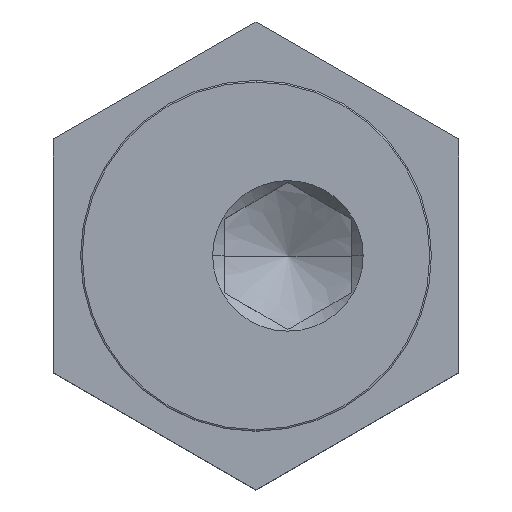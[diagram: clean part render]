
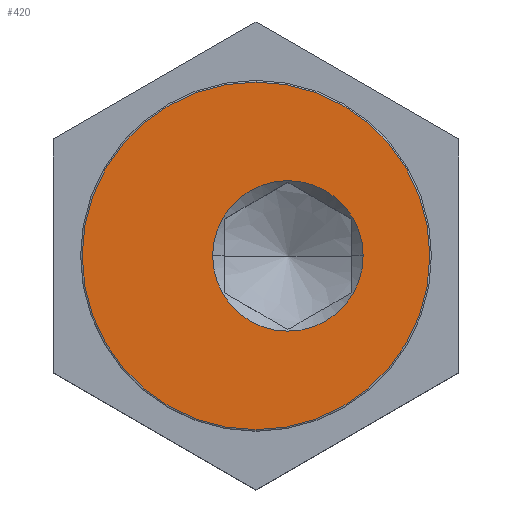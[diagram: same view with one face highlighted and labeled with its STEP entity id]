
A CAD part, top view. The second image highlights one B-rep face of the part: STEP entity #420.
In plain terms, the highlighted planar face has unit normal (0, 0, 1).
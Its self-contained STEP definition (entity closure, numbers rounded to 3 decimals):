
#208=VERTEX_POINT('',#567);
#240=VERTEX_POINT('',#602);
#276=EDGE_CURVE('',#240,#398,#640,.T.);
#326=VERTEX_POINT('',#698);
#328=EDGE_CURVE('',#398,#488,#700,.T.);
#362=EDGE_CURVE('',#326,#208,#738,.T.);
#398=VERTEX_POINT('',#777);
#420=ADVANCED_FACE('',(#801,#802),#803,.T.);
#488=VERTEX_POINT('',#879);
#492=EDGE_CURVE('',#488,#240,#884,.T.);
#510=EDGE_CURVE('',#208,#326,#903,.T.);
#567=CARTESIAN_POINT('',(-4.72,0.,9.4));
#602=CARTESIAN_POINT('',(8.9,0.,9.4));
#640=CIRCLE('',#1105,10.9);
#698=CARTESIAN_POINT('',(4.72,0.0,9.4));
#700=CIRCLE('',#1197,10.9);
#738=CIRCLE('',#1258,4.72);
#777=CARTESIAN_POINT('',(-2.0,-10.9,9.4));
#801=FACE_BOUND('',#1376,.T.);
#802=FACE_OUTER_BOUND('',#1377,.T.);
#803=PLANE('',#1378);
#879=CARTESIAN_POINT('',(-2.0,10.9,9.4));
#884=CIRCLE('',#1497,10.9);
#903=CIRCLE('',#1530,4.72);
#1105=AXIS2_PLACEMENT_3D('',#1650,#1651,#1652);
#1197=AXIS2_PLACEMENT_3D('',#1726,#1727,#1728);
#1258=AXIS2_PLACEMENT_3D('',#1772,#1773,#1774);
#1376=EDGE_LOOP('',(#1825,#1826));
#1377=EDGE_LOOP('',(#1827,#1828,#1829));
#1378=AXIS2_PLACEMENT_3D('',#1830,#1831,#1832);
#1497=AXIS2_PLACEMENT_3D('',#1944,#1945,#1946);
#1530=AXIS2_PLACEMENT_3D('',#1959,#1960,#1961);
#1650=CARTESIAN_POINT('',(-2.0,0.,9.4));
#1651=DIRECTION('',(0.0,0.,-1.0));
#1652=DIRECTION('',(1.0,0.0,0.0));
#1726=CARTESIAN_POINT('',(-2.0,0.,9.4));
#1727=DIRECTION('',(0.0,0.,-1.0));
#1728=DIRECTION('',(1.0,0.0,0.0));
#1772=CARTESIAN_POINT('',(0.0,0.,9.4));
#1773=DIRECTION('',(0.0,0.,-1.0));
#1774=DIRECTION('',(1.0,0.0,0.0));
#1825=ORIENTED_EDGE('',*,*,#362,.T.);
#1826=ORIENTED_EDGE('',*,*,#510,.T.);
#1827=ORIENTED_EDGE('',*,*,#276,.F.);
#1828=ORIENTED_EDGE('',*,*,#492,.F.);
#1829=ORIENTED_EDGE('',*,*,#328,.F.);
#1830=CARTESIAN_POINT('',(3.0,0.,9.4));
#1831=DIRECTION('',(0.0,0.,1.0));
#1832=DIRECTION('',(-1.0,0.0,0.0));
#1944=CARTESIAN_POINT('',(-2.0,0.,9.4));
#1945=DIRECTION('',(0.0,0.,-1.0));
#1946=DIRECTION('',(1.0,0.0,0.0));
#1959=CARTESIAN_POINT('',(0.0,0.,9.4));
#1960=DIRECTION('',(0.0,0.,-1.0));
#1961=DIRECTION('',(1.0,0.0,0.0));
